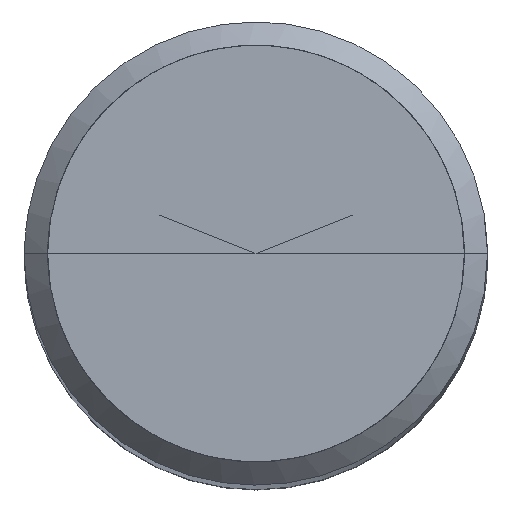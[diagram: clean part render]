
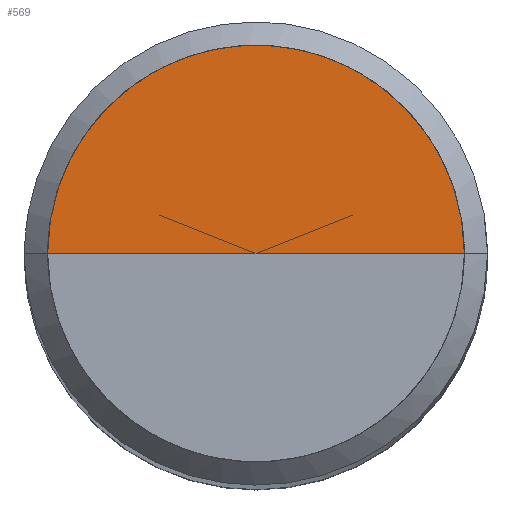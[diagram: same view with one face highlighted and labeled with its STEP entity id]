
A CAD part, top view. The second image highlights one B-rep face of the part: STEP entity #569.
In plain terms, the highlighted free-form (B-spline) face has degree [1, 2] with [2, 5] control points.
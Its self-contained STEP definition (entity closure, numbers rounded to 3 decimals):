
#373=CARTESIAN_POINT('',(4.5,0.0,52.0));
#374=CARTESIAN_POINT('',(4.5,4.5,52.0));
#375=CARTESIAN_POINT('',(0.0,4.5,52.0));
#376=CARTESIAN_POINT('',(-4.5,4.5,52.0));
#377=CARTESIAN_POINT('',(-4.5,0.0,52.0));
#378=CARTESIAN_POINT('',(0.0,0.0,52.0));
#554=(
BOUNDED_SURFACE()
B_SPLINE_SURFACE(1,2,(
(#373,#374,#375,#376,#377),
(#378,#378,#378,#378,#378)
), .UNSPECIFIED.,.F.,.F.,.F.)
B_SPLINE_SURFACE_WITH_KNOTS((2,2),(3,2,3),(
0.0,1.0),(
0.0,0.5,1.0), .UNSPECIFIED.)
GEOMETRIC_REPRESENTATION_ITEM()
RATIONAL_B_SPLINE_SURFACE(((1.0,0.707,1.0,0.707,1.0),
(1.0,0.707,1.0,0.707,1.0)
))
REPRESENTATION_ITEM('')
SURFACE()
);
#555=(
BOUNDED_CURVE()
B_SPLINE_CURVE(1,(#378,#373),.UNSPECIFIED.,.F.,.F.)
B_SPLINE_CURVE_WITH_KNOTS((2,2),
(0.0,1.0),.UNSPECIFIED.)
CURVE()
GEOMETRIC_REPRESENTATION_ITEM()
RATIONAL_B_SPLINE_CURVE((1.0,1.0))
REPRESENTATION_ITEM('')
);
#556=(
BOUNDED_CURVE()
B_SPLINE_CURVE(2,(#373,#374,#375,#376,#377),.UNSPECIFIED.,.F.,.F.)
B_SPLINE_CURVE_WITH_KNOTS((3,2,3),
(0.0,0.5,1.0),.UNSPECIFIED.)
CURVE()
GEOMETRIC_REPRESENTATION_ITEM()
RATIONAL_B_SPLINE_CURVE((1.0,0.707,1.0,0.707,1.0))
REPRESENTATION_ITEM('')
);
#557=(
BOUNDED_CURVE()
B_SPLINE_CURVE(1,(#377,#378),.UNSPECIFIED.,.F.,.F.)
B_SPLINE_CURVE_WITH_KNOTS((2,2),
(0.0,1.0),.UNSPECIFIED.)
CURVE()
GEOMETRIC_REPRESENTATION_ITEM()
RATIONAL_B_SPLINE_CURVE((1.0,1.0))
REPRESENTATION_ITEM('')
);
#558=VERTEX_POINT('',#373);
#559=VERTEX_POINT('',#377);
#560=VERTEX_POINT('',#378);
#561=EDGE_CURVE('',#560,#558,#555,.T.);
#562=EDGE_CURVE('',#558,#559,#556,.T.);
#563=EDGE_CURVE('',#559,#560,#557,.T.);
#564=ORIENTED_EDGE('',*,*,#561,.T.);
#565=ORIENTED_EDGE('',*,*,#562,.T.);
#566=ORIENTED_EDGE('',*,*,#563,.T.);
#567=EDGE_LOOP('',(#564,#565,#566));
#568=FACE_OUTER_BOUND('',#567,.T.);
#569=ADVANCED_FACE('',(#568),#554,.T.);
